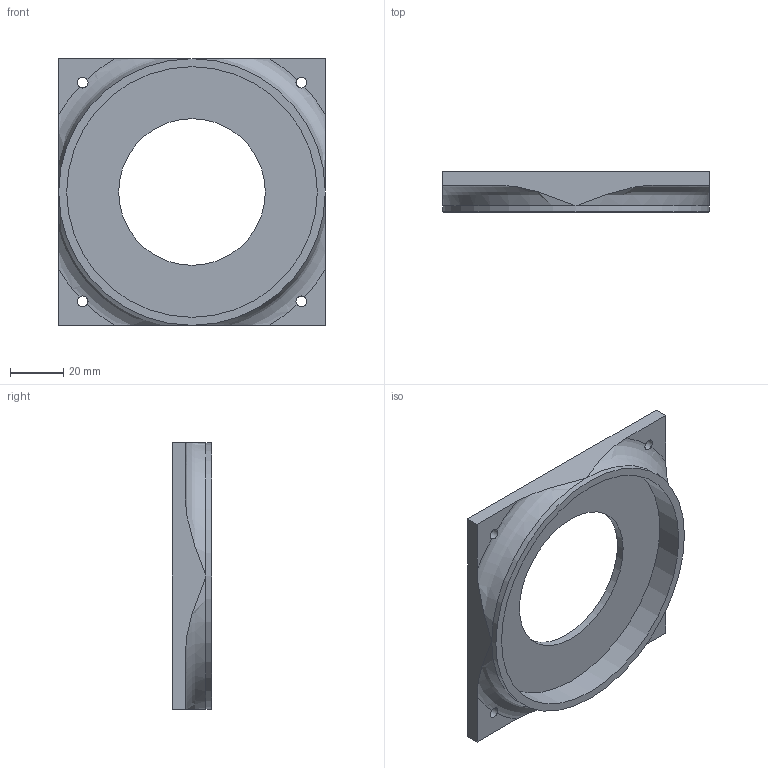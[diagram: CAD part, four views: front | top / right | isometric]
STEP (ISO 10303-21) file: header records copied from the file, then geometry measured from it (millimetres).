
FILE_DESCRIPTION(/* description */ (''),/* implementation_level */ '2;1');
FILE_NAME(/* name */ 'base bearing up.stp',/* time_stamp */ '2017-04-18T23:43:45+02:00',/* author */ ('Admin'),/* organization */ (''),/* preprocessor_version */ 'ST-DEVELOPER v16.1',/* originating_system */ 'Autodesk Inventor 2016',/* authorisation */ '');
FILE_SCHEMA (('AUTOMOTIVE_DESIGN { 1 0 10303 214 3 1 1 }'));
Length unit declared in the file: millimetre
Products named in the file (1): union rodamiento vertical union engranje
Bounding box: 100 x 15 x 100 mm (x, y, z)
Volume: 36742.7 mm3; surface area: 24053.6 mm2
Topology: 1 solids, 1 shells, 27 faces, 76 edges, 49 vertices
Faces by surface type: plane 16, cylinder 7, torus 4
Full cylindrical faces by diameter (mm): 4 x4, 55 x1, 94 x1, 100 x1
Entity records: 972 total; most frequent: CARTESIAN_POINT 286, DIRECTION 134, ORIENTED_EDGE 130, EDGE_CURVE 65, AXIS2_PLACEMENT_3D 53, VERTEX_POINT 45, EDGE_LOOP 42, LINE 28
